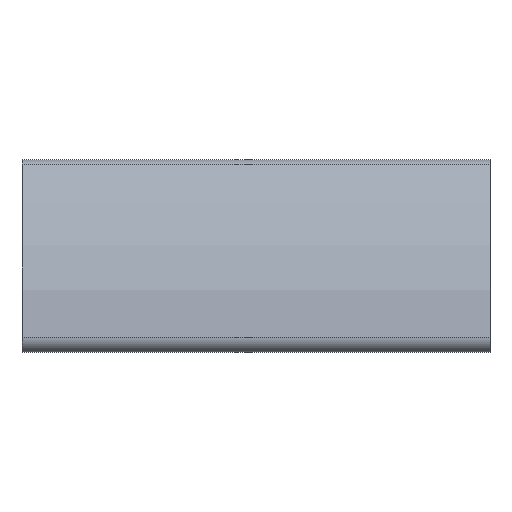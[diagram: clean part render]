
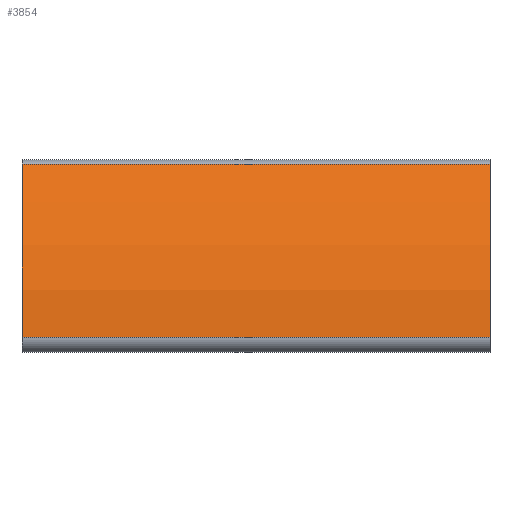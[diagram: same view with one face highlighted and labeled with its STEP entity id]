
A CAD part, left-side view. The second image highlights one B-rep face of the part: STEP entity #3854.
In plain terms, the highlighted cylindrical face has radius 60 mm (diameter 120 mm), a partial arc.
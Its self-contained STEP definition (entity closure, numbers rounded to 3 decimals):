
#33 = PLANE('',#34);
#34 = AXIS2_PLACEMENT_3D('',#35,#36,#37);
#35 = CARTESIAN_POINT('',(0.,-50.,0.));
#36 = DIRECTION('',(0.,-1.,0.));
#37 = DIRECTION('',(0.,0.,-1.));
#1082 = VERTEX_POINT('',#1083);
#1083 = CARTESIAN_POINT('',(-44.601,-50.,40.135));
#1098 = CYLINDRICAL_SURFACE('',#1099,3.);
#1099 = AXIS2_PLACEMENT_3D('',#1100,#1101,#1102);
#1100 = CARTESIAN_POINT('',(-42.371,-50.,38.128));
#1101 = DIRECTION('',(-0.,-1.,-0.));
#1102 = DIRECTION('',(0.,0.,1.));
#1110 = EDGE_CURVE('',#1111,#1082,#1113,.T.);
#1111 = VERTEX_POINT('',#1112);
#1112 = CARTESIAN_POINT('',(-59.917,-50.,3.158));
#1113 = SURFACE_CURVE('',#1114,(#1119,#1130),.PCURVE_S1.);
#1114 = CIRCLE('',#1115,60.);
#1115 = AXIS2_PLACEMENT_3D('',#1116,#1117,#1118);
#1116 = CARTESIAN_POINT('',(0.,-50.,0.));
#1117 = DIRECTION('',(-0.,1.,0.));
#1118 = DIRECTION('',(1.,0.,0.));
#1119 = PCURVE('',#33,#1120);
#1120 = DEFINITIONAL_REPRESENTATION('',(#1121),#1129);
#1121 = ( BOUNDED_CURVE() B_SPLINE_CURVE(2,(#1122,#1123,#1124,#1125,
#1126,#1127,#1128),.UNSPECIFIED.,.T.,.F.) B_SPLINE_CURVE_WITH_KNOTS((1,2
    ,2,2,2,1),(-2.094,0.,2.094,4.189,
6.283,8.378),.UNSPECIFIED.) CURVE() 
GEOMETRIC_REPRESENTATION_ITEM() RATIONAL_B_SPLINE_CURVE((1.,0.5,1.,0.5,
1.,0.5,1.)) REPRESENTATION_ITEM('') );
#1122 = CARTESIAN_POINT('',(0.,60.));
#1123 = CARTESIAN_POINT('',(103.923,60.));
#1124 = CARTESIAN_POINT('',(51.962,-30.));
#1125 = CARTESIAN_POINT('',(0.,-120.));
#1126 = CARTESIAN_POINT('',(-51.962,-30.));
#1127 = CARTESIAN_POINT('',(-103.923,60.));
#1128 = CARTESIAN_POINT('',(0.,60.));
#1129 = ( GEOMETRIC_REPRESENTATION_CONTEXT(2) 
PARAMETRIC_REPRESENTATION_CONTEXT() REPRESENTATION_CONTEXT('2D SPACE',''
  ) );
#1130 = PCURVE('',#1131,#1136);
#1131 = CYLINDRICAL_SURFACE('',#1132,60.);
#1132 = AXIS2_PLACEMENT_3D('',#1133,#1134,#1135);
#1133 = CARTESIAN_POINT('',(0.,-50.,0.));
#1134 = DIRECTION('',(-0.,-1.,-0.));
#1135 = DIRECTION('',(0.,0.,1.));
#1136 = DEFINITIONAL_REPRESENTATION('',(#1137),#1141);
#1137 = LINE('',#1138,#1139);
#1138 = CARTESIAN_POINT('',(4.712,0.));
#1139 = VECTOR('',#1140,1.);
#1140 = DIRECTION('',(-1.,0.));
#1141 = ( GEOMETRIC_REPRESENTATION_CONTEXT(2) 
PARAMETRIC_REPRESENTATION_CONTEXT() REPRESENTATION_CONTEXT('2D SPACE',''
  ) );
#1160 = CYLINDRICAL_SURFACE('',#1161,3.);
#1161 = AXIS2_PLACEMENT_3D('',#1162,#1163,#1164);
#1162 = CARTESIAN_POINT('',(-56.921,-50.,3.));
#1163 = DIRECTION('',(-0.,-1.,-0.));
#1164 = DIRECTION('',(0.,0.,1.));
#1734 = PLANE('',#1735);
#1735 = AXIS2_PLACEMENT_3D('',#1736,#1737,#1738);
#1736 = CARTESIAN_POINT('',(0.,50.,0.));
#1737 = DIRECTION('',(0.,-1.,0.));
#1738 = DIRECTION('',(0.,0.,-1.));
#1891 = VERTEX_POINT('',#1892);
#1892 = CARTESIAN_POINT('',(-59.917,50.,3.158));
#1914 = EDGE_CURVE('',#1891,#1915,#1917,.T.);
#1915 = VERTEX_POINT('',#1916);
#1916 = CARTESIAN_POINT('',(-44.601,50.,40.135));
#1917 = SURFACE_CURVE('',#1918,(#1923,#1934),.PCURVE_S1.);
#1918 = CIRCLE('',#1919,60.);
#1919 = AXIS2_PLACEMENT_3D('',#1920,#1921,#1922);
#1920 = CARTESIAN_POINT('',(0.,50.,0.));
#1921 = DIRECTION('',(-0.,1.,0.));
#1922 = DIRECTION('',(1.,0.,0.));
#1923 = PCURVE('',#1734,#1924);
#1924 = DEFINITIONAL_REPRESENTATION('',(#1925),#1933);
#1925 = ( BOUNDED_CURVE() B_SPLINE_CURVE(2,(#1926,#1927,#1928,#1929,
#1930,#1931,#1932),.UNSPECIFIED.,.T.,.F.) B_SPLINE_CURVE_WITH_KNOTS((1,2
    ,2,2,2,1),(-2.094,0.,2.094,4.189,
6.283,8.378),.UNSPECIFIED.) CURVE() 
GEOMETRIC_REPRESENTATION_ITEM() RATIONAL_B_SPLINE_CURVE((1.,0.5,1.,0.5,
1.,0.5,1.)) REPRESENTATION_ITEM('') );
#1926 = CARTESIAN_POINT('',(0.,60.));
#1927 = CARTESIAN_POINT('',(103.923,60.));
#1928 = CARTESIAN_POINT('',(51.962,-30.));
#1929 = CARTESIAN_POINT('',(0.,-120.));
#1930 = CARTESIAN_POINT('',(-51.962,-30.));
#1931 = CARTESIAN_POINT('',(-103.923,60.));
#1932 = CARTESIAN_POINT('',(0.,60.));
#1933 = ( GEOMETRIC_REPRESENTATION_CONTEXT(2) 
PARAMETRIC_REPRESENTATION_CONTEXT() REPRESENTATION_CONTEXT('2D SPACE',''
  ) );
#1934 = PCURVE('',#1131,#1935);
#1935 = DEFINITIONAL_REPRESENTATION('',(#1936),#1940);
#1936 = LINE('',#1937,#1938);
#1937 = CARTESIAN_POINT('',(4.712,-100.));
#1938 = VECTOR('',#1939,1.);
#1939 = DIRECTION('',(-1.,0.));
#1940 = ( GEOMETRIC_REPRESENTATION_CONTEXT(2) 
PARAMETRIC_REPRESENTATION_CONTEXT() REPRESENTATION_CONTEXT('2D SPACE',''
  ) );
#3854 = ADVANCED_FACE('',(#3855),#1131,.T.);
#3855 = FACE_BOUND('',#3856,.T.);
#3856 = EDGE_LOOP('',(#3857,#3858,#3879,#3880));
#3857 = ORIENTED_EDGE('',*,*,#1110,.T.);
#3858 = ORIENTED_EDGE('',*,*,#3859,.T.);
#3859 = EDGE_CURVE('',#1082,#1915,#3860,.T.);
#3860 = SURFACE_CURVE('',#3861,(#3865,#3872),.PCURVE_S1.);
#3861 = LINE('',#3862,#3863);
#3862 = CARTESIAN_POINT('',(-44.601,-50.,40.135));
#3863 = VECTOR('',#3864,1.);
#3864 = DIRECTION('',(0.,1.,0.));
#3865 = PCURVE('',#1131,#3866);
#3866 = DEFINITIONAL_REPRESENTATION('',(#3867),#3871);
#3867 = LINE('',#3868,#3869);
#3868 = CARTESIAN_POINT('',(0.838,0.));
#3869 = VECTOR('',#3870,1.);
#3870 = DIRECTION('',(0.,-1.));
#3871 = ( GEOMETRIC_REPRESENTATION_CONTEXT(2) 
PARAMETRIC_REPRESENTATION_CONTEXT() REPRESENTATION_CONTEXT('2D SPACE',''
  ) );
#3872 = PCURVE('',#1098,#3873);
#3873 = DEFINITIONAL_REPRESENTATION('',(#3874),#3878);
#3874 = LINE('',#3875,#3876);
#3875 = CARTESIAN_POINT('',(0.838,0.));
#3876 = VECTOR('',#3877,1.);
#3877 = DIRECTION('',(0.,-1.));
#3878 = ( GEOMETRIC_REPRESENTATION_CONTEXT(2) 
PARAMETRIC_REPRESENTATION_CONTEXT() REPRESENTATION_CONTEXT('2D SPACE',''
  ) );
#3879 = ORIENTED_EDGE('',*,*,#1914,.F.);
#3880 = ORIENTED_EDGE('',*,*,#3881,.F.);
#3881 = EDGE_CURVE('',#1111,#1891,#3882,.T.);
#3882 = SURFACE_CURVE('',#3883,(#3887,#3894),.PCURVE_S1.);
#3883 = LINE('',#3884,#3885);
#3884 = CARTESIAN_POINT('',(-59.917,-50.,3.158));
#3885 = VECTOR('',#3886,1.);
#3886 = DIRECTION('',(0.,1.,0.));
#3887 = PCURVE('',#1131,#3888);
#3888 = DEFINITIONAL_REPRESENTATION('',(#3889),#3893);
#3889 = LINE('',#3890,#3891);
#3890 = CARTESIAN_POINT('',(1.518,0.));
#3891 = VECTOR('',#3892,1.);
#3892 = DIRECTION('',(0.,-1.));
#3893 = ( GEOMETRIC_REPRESENTATION_CONTEXT(2) 
PARAMETRIC_REPRESENTATION_CONTEXT() REPRESENTATION_CONTEXT('2D SPACE',''
  ) );
#3894 = PCURVE('',#1160,#3895);
#3895 = DEFINITIONAL_REPRESENTATION('',(#3896),#3900);
#3896 = LINE('',#3897,#3898);
#3897 = CARTESIAN_POINT('',(1.518,0.));
#3898 = VECTOR('',#3899,1.);
#3899 = DIRECTION('',(0.,-1.));
#3900 = ( GEOMETRIC_REPRESENTATION_CONTEXT(2) 
PARAMETRIC_REPRESENTATION_CONTEXT() REPRESENTATION_CONTEXT('2D SPACE',''
  ) );
